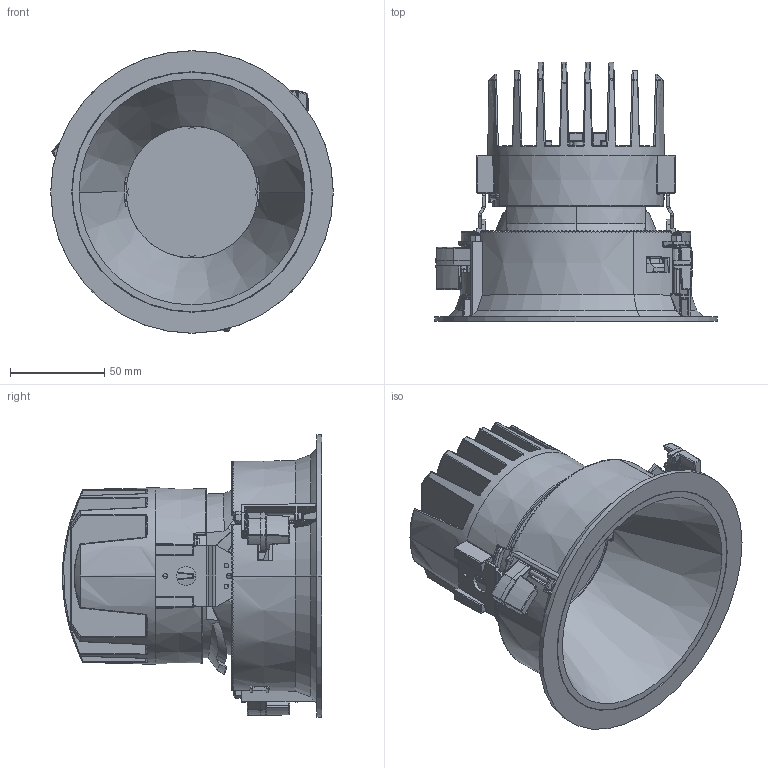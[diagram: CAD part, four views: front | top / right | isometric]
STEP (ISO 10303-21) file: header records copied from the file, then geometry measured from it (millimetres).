
FILE_DESCRIPTION (( 'STEP AP214' ), '1' );
FILE_NAME ('ARTEMIDE-ARCHITECTURAL-EVERYTHING 150-ROUND-FIX-ADJUSTABLE-3D.STEP', '2017-10-18T18:57:01', ( '' ), ( '' ), 'SwSTEP 2.0', 'SolidWorks 2012', '' );
FILE_SCHEMA (( 'AUTOMOTIVE_DESIGN' ));
Products named in the file (1): ARTEMIDE-ARCHITECTURAL-EVERYTHING 150-ROUND-FIX-ADJUSTABLE-3D
Bounding box: 150.09 x 137.65 x 150.09 mm (x, y, z)
Volume: 325659 mm3; surface area: 254782 mm2
Topology: 23 solids, 23 shells, 4757 faces, 12134 edges, 7410 vertices
Faces by surface type: plane 1589, bspline 837, cylinder 781, torus 733, cone 503, sphere 314
Entity records: 175864 total; most frequent: CARTESIAN_POINT 70183, ORIENTED_EDGE 24064, DIRECTION 19520, EDGE_CURVE 12032, AXIS2_PLACEMENT_3D 8228, VERTEX_POINT 7392, EDGE_LOOP 4984, FACE_OUTER_BOUND 4756
